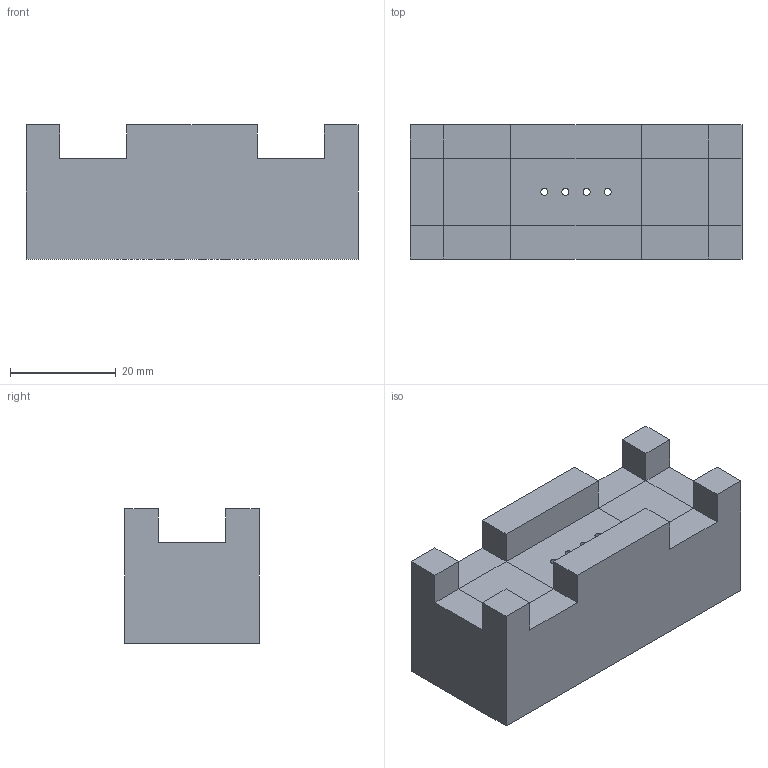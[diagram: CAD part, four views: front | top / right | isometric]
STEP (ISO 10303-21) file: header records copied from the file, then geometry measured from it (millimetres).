
FILE_DESCRIPTION(('FreeCAD Model'),'2;1');
FILE_NAME('Open CASCADE Shape Model','2022-07-10T21:20:30',('Author'),( ''),'Open CASCADE STEP processor 7.5','FreeCAD','Unknown');
FILE_SCHEMA(('AUTOMOTIVE_DESIGN { 1 0 10303 214 1 1 1 1 }'));
Length unit declared in the file: millimetre
Products named in the file (1): NGSapFlux_DrillGuide
Bounding box: 62.8 x 25.4 x 25.4 mm (x, y, z)
Volume: 33298.9 mm3; surface area: 8289.5 mm2
Topology: 1 solids, 1 shells, 38 faces, 92 edges, 56 vertices
Faces by surface type: plane 34, cylinder 4
Full cylindrical faces by diameter (mm): 1.32 x4
Entity records: 2230 total; most frequent: CARTESIAN_POINT 451, DIRECTION 282, ORIENTED_EDGE 184, PCURVE 184, DEFINITIONAL_REPRESENTATION 184, LINE 180, VECTOR 180, EDGE_CURVE 92
